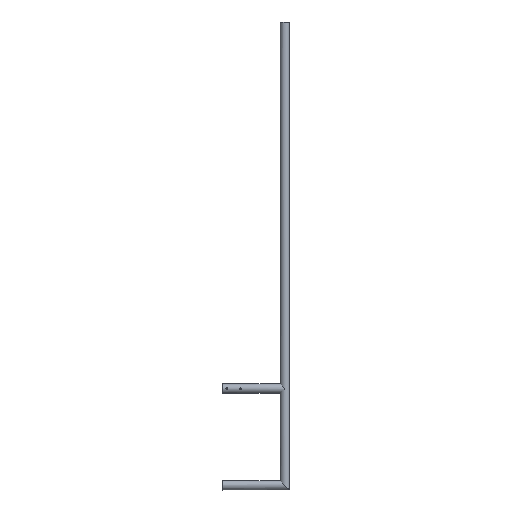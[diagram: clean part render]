
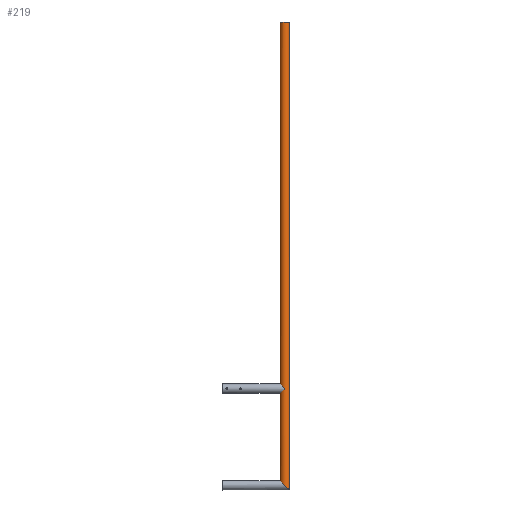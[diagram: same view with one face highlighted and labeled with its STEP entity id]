
A CAD part, front view. The second image highlights one B-rep face of the part: STEP entity #219.
In plain terms, the highlighted cylindrical face has radius 21.082 mm (diameter 42.164 mm), a full revolution.
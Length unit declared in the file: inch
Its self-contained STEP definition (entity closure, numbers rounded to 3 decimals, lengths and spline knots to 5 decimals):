
#28=FACE_BOUND('',#74,.T.);
#29=FACE_BOUND('',#75,.T.);
#50=CIRCLE('',#248,0.83);
#58=FACE_OUTER_BOUND('',#73,.T.);
#73=EDGE_LOOP('',(#166,#167));
#74=EDGE_LOOP('',(#168,#169));
#75=EDGE_LOOP('',(#170));
#107=ELLIPSE('',#242,1.1738,0.83);
#108=ELLIPSE('',#243,1.1738,0.83);
#109=ELLIPSE('',#246,1.1738,0.83);
#110=ELLIPSE('',#247,1.1738,0.83);
#113=VERTEX_POINT('',#329);
#114=VERTEX_POINT('',#330);
#116=VERTEX_POINT('',#336);
#117=VERTEX_POINT('',#337);
#118=VERTEX_POINT('',#340);
#138=EDGE_CURVE('',#113,#114,#107,.F.);
#139=EDGE_CURVE('',#113,#114,#108,.F.);
#141=EDGE_CURVE('',#116,#117,#109,.T.);
#142=EDGE_CURVE('',#117,#116,#110,.T.);
#143=EDGE_CURVE('',#118,#118,#50,.T.);
#166=ORIENTED_EDGE('',*,*,#138,.F.);
#167=ORIENTED_EDGE('',*,*,#139,.T.);
#168=ORIENTED_EDGE('',*,*,#141,.F.);
#169=ORIENTED_EDGE('',*,*,#142,.F.);
#170=ORIENTED_EDGE('',*,*,#143,.F.);
#208=CYLINDRICAL_SURFACE('',#245,0.83);
#219=ADVANCED_FACE('',(#58,#28,#29),#208,.T.);
#242=AXIS2_PLACEMENT_3D('',#331,#273,#274);
#243=AXIS2_PLACEMENT_3D('',#332,#275,#276);
#245=AXIS2_PLACEMENT_3D('',#335,#279,#280);
#246=AXIS2_PLACEMENT_3D('',#338,#281,#282);
#247=AXIS2_PLACEMENT_3D('',#339,#283,#284);
#248=AXIS2_PLACEMENT_3D('',#341,#285,#286);
#273=DIRECTION('center_axis',(0.707,0.,0.707));
#274=DIRECTION('ref_axis',(0.707,0.,-0.707));
#275=DIRECTION('center_axis',(-0.707,0.,-0.707));
#276=DIRECTION('ref_axis',(0.707,0.,-0.707));
#279=DIRECTION('center_axis',(0.,0.,-1.));
#280=DIRECTION('ref_axis',(0.,1.,0.));
#281=DIRECTION('center_axis',(-0.707,0.,0.707));
#282=DIRECTION('ref_axis',(0.707,0.,0.707));
#283=DIRECTION('center_axis',(-0.707,0.,-0.707));
#284=DIRECTION('ref_axis',(0.707,0.,-0.707));
#285=DIRECTION('center_axis',(0.,0.,1.));
#286=DIRECTION('ref_axis',(0.,-1.,0.));
#329=CARTESIAN_POINT('',(32.49997,21.08,35.25003));
#330=CARTESIAN_POINT('',(32.5,19.42,35.25));
#331=CARTESIAN_POINT('Origin',(32.5,20.25,35.25));
#332=CARTESIAN_POINT('Origin',(32.5,20.25,35.25));
#335=CARTESIAN_POINT('Origin',(32.5,20.25,33.42006));
#336=CARTESIAN_POINT('',(32.5,21.08,52.75));
#337=CARTESIAN_POINT('',(32.5,19.42,52.75));
#338=CARTESIAN_POINT('Origin',(32.5,20.25,52.75));
#339=CARTESIAN_POINT('Origin',(32.5,20.25,52.75));
#340=CARTESIAN_POINT('',(32.5,19.42,119.));
#341=CARTESIAN_POINT('Origin',(32.5,20.25,119.));
